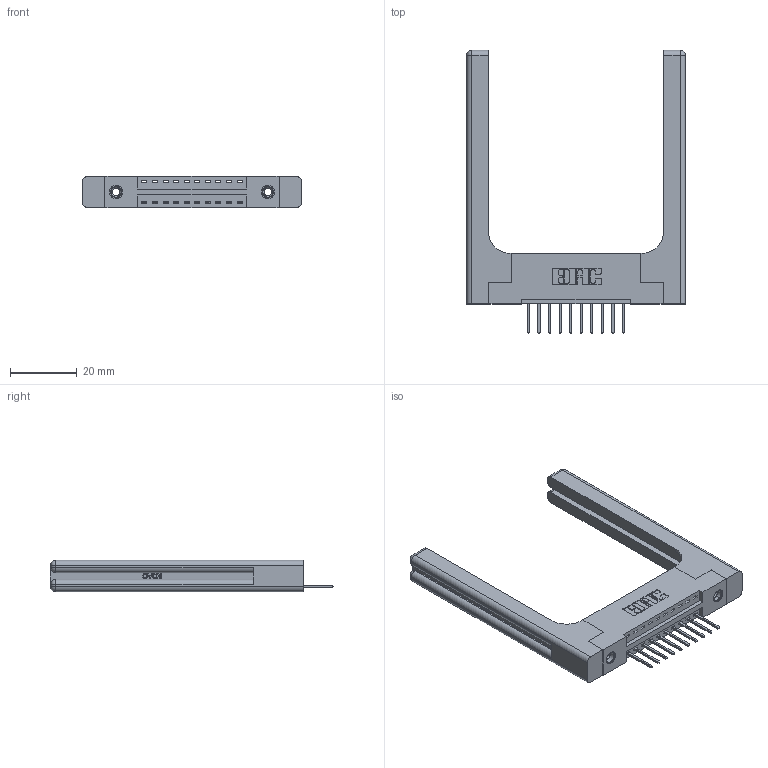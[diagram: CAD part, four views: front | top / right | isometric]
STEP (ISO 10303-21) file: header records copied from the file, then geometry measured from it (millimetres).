
FILE_DESCRIPTION (( 'STEP AP203' ), '1' );
FILE_NAME ('396-010-526-158.STEP', '2019-10-26T14:23:56', ( '' ), ( '' ), 'SwSTEP 2.0', 'SolidWorks 2016', '' );
FILE_SCHEMA (( 'CONFIG_CONTROL_DESIGN' ));
Length unit declared in the file: inch
Products named in the file (5): 345-250-001_345-250-001-102; 345-292-001_345-293-126; 346 Part_Flush Mounting Lugs - 0.156 Dia-TH; 396-010-526-158; 346-220-058_345-220-058
Assembly tree (15 placements, depth 2):
  396-010-526-158
    346 Part_Flush Mounting Lugs - 0.156 Dia-TH
    345-292-001_345-293-126  x10
    345-250-001_345-250-001-102  x2
    346-220-058_345-220-058  x2
Bounding box: 65.81 x 85.09 x 9.4 mm (x, y, z)
Volume: 13589.6 mm3; surface area: 12402.7 mm2
Topology: 15 solids, 15 shells, 958 faces, 2755 edges, 1802 vertices
Faces by surface type: plane 624, cylinder 274, bspline 36, cone 12, sphere 8, torus 4
Entity records: 15714 total; most frequent: CARTESIAN_POINT 3683, ORIENTED_EDGE 2424, DIRECTION 2220, EDGE_CURVE 1212, LINE 948, VECTOR 948, VERTEX_POINT 798, AXIS2_PLACEMENT_3D 636
